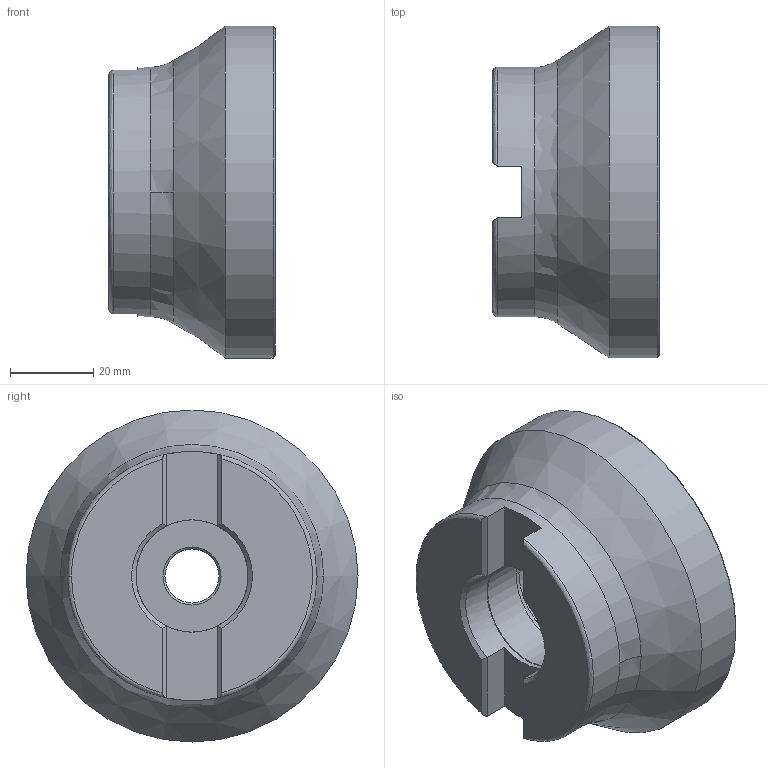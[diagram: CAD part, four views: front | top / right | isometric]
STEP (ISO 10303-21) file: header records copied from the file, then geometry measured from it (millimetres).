
FILE_DESCRIPTION (( 'STEP AP214' ), '1' );
FILE_NAME ('90PP-080-85-5.STEP', '2014-06-12T08:43:46', ( '' ), ( '' ), 'SwSTEP 2.0', 'SolidWorks 2014', '' );
FILE_SCHEMA (( 'AUTOMOTIVE_DESIGN' ));
Length unit declared in the file: metre
Products named in the file (1): 90PP-080-85-5
Bounding box: 40 x 79.9 x 79.9 mm (x, y, z)
Volume: 131925.5 mm3; surface area: 19760.6 mm2
Topology: 1 solids, 1 shells, 39 faces, 89 edges, 55 vertices
Faces by surface type: plane 17, cone 9, cylinder 8, bspline 5
Full cylindrical faces by diameter (mm): 13 x1, 18.5 x1, 27 x1, 27.05 x1, 27.3 x1, 60 x1, 72 x1, 79.9 x1
Entity records: 1342 total; most frequent: CARTESIAN_POINT 556, DIRECTION 156, ORIENTED_EDGE 134, AXIS2_PLACEMENT_3D 68, EDGE_CURVE 67, EDGE_LOOP 59, VERTEX_POINT 48, FACE_OUTER_BOUND 47
